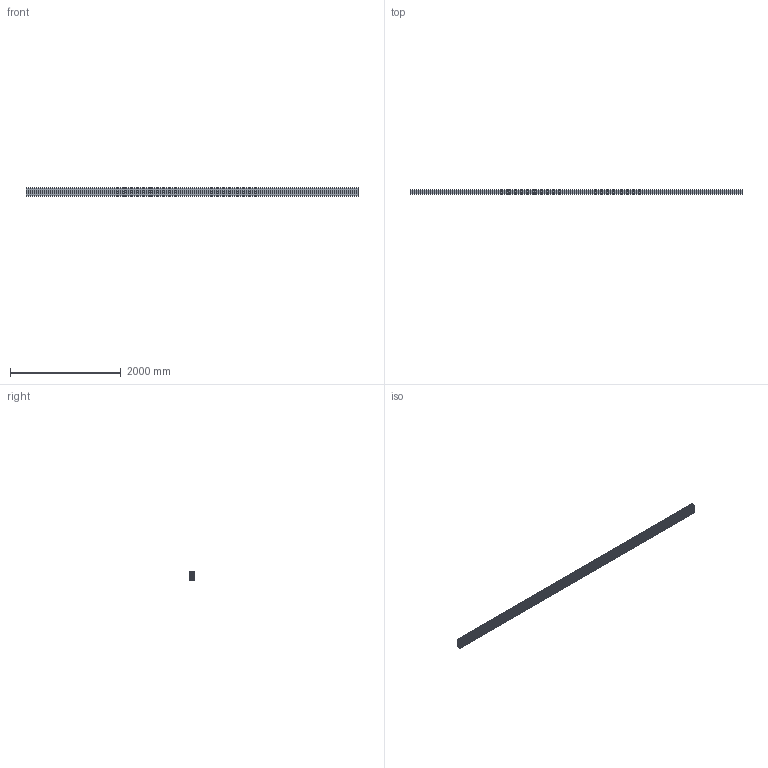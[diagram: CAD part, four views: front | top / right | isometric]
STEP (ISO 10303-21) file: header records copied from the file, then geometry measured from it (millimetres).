
FILE_DESCRIPTION (( 'STEP AP214' ), '1' );
FILE_NAME ('202099 Profil 8 80x160L.STEP', '2019-02-06T12:40:34', ( '' ), ( '' ), 'SwSTEP 2.0', 'SolidWorks 2017', '' );
FILE_SCHEMA (( 'AUTOMOTIVE_DESIGN' ));
Length unit declared in the file: millimetre
Products named in the file (1): 202099 Profil 8 80x160L
Bounding box: 6000 x 80 x 160 mm (x, y, z)
Volume: 22841967.6 mm3; surface area: 11816245.8 mm2
Topology: 1 solids, 1 shells, 507 faces, 1515 edges, 1010 vertices
Faces by surface type: cylinder 265, plane 242
Entity records: 17317 total; most frequent: DIRECTION 3061, CARTESIAN_POINT 3033, ORIENTED_EDGE 3030, EDGE_CURVE 1515, AXIS2_PLACEMENT_3D 1038, VERTEX_POINT 1010, LINE 985, VECTOR 985
